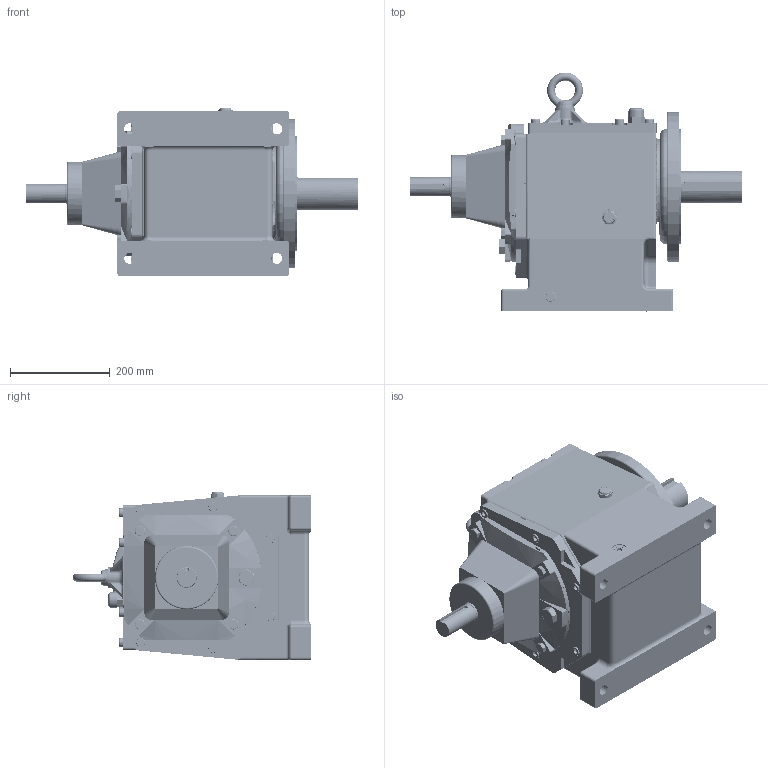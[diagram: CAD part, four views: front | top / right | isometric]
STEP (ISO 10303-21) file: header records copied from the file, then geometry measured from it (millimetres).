
FILE_DESCRIPTION (( 'STEP AP214' ), '1' );
FILE_NAME ('EK2DO07247H001_HF25_3.7KW_R120_CUSTOMER.stp', '2022-07-06T06:19:57', ( 'Windows 餌辨濠' ), ( '' ), 'SwSTEP 2.0', 'SolidWorks 2021', '' );
FILE_SCHEMA (( 'AUTOMOTIVE_DESIGN' ));
Length unit declared in the file: millimetre
Products named in the file (1): EK2DO07247H001_HF25_3.7KW_R120_CUSTOMER
Bounding box: 666 x 479.32 x 336.46 mm (x, y, z)
Volume: 37523955.6 mm3; surface area: 1699183.7 mm2
Topology: 42 solids, 42 shells, 1583 faces, 3760 edges, 2361 vertices
Faces by surface type: plane 678, cylinder 481, bspline 160, cone 137, torus 118, sphere 9
Full cylindrical faces by diameter (mm): 3 x1, 8.917 x4, 10.106 x44, 10.917 x4, 12 x25, 13.033 x1, 14 x30, 15 x2, 16 x1, 16.4 x1, 18 x21, 18.376 x2, 20 x14, 20.376 x11, 22 x6, 23 x1, 27 x1, 28 x1, 31.4 x1, 32 x8, 33.4 x1, 38 x1, 40 x2, 41 x1, 42 x1, 42.5 x1, 45 x2, 49 x1, 50 x1, 56 x1
Entity records: 108138 total; most frequent: CARTESIAN_POINT 57218, DIRECTION 6584, ORIENTED_EDGE 6488, EDGE_CURVE 3244, AXIS2_PLACEMENT_3D 2546, VERTEX_POINT 2230, EDGE_LOOP 2162, FACE_OUTER_BOUND 1825
